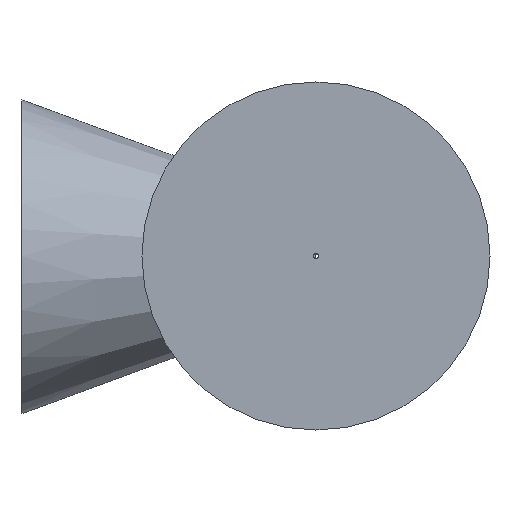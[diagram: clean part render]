
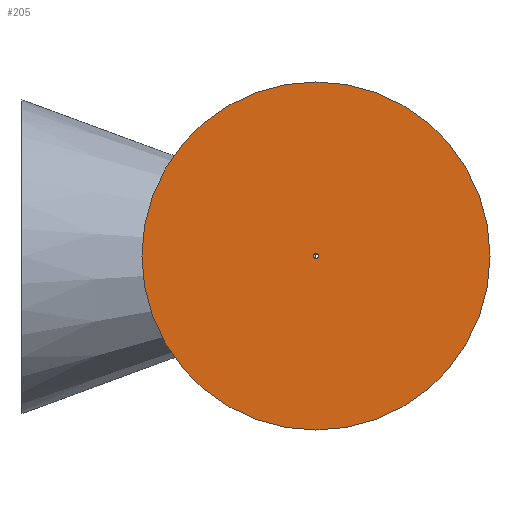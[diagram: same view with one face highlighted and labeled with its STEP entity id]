
A CAD part, top view. The second image highlights one B-rep face of the part: STEP entity #205.
In plain terms, the highlighted face is planar.
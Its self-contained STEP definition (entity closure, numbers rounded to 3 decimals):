
#36 = EDGE_CURVE('',#37,#37,#39,.T.);
#37 = VERTEX_POINT('',#38);
#38 = CARTESIAN_POINT('',(0.52,90.,0.));
#39 = SURFACE_CURVE('',#40,(#45,#57),.PCURVE_S1.);
#40 = CIRCLE('',#41,0.52);
#41 = AXIS2_PLACEMENT_3D('',#42,#43,#44);
#42 = CARTESIAN_POINT('',(0.,90.,0.));
#43 = DIRECTION('',(0.,-1.,0.));
#44 = DIRECTION('',(1.,0.,0.));
#45 = PCURVE('',#46,#51);
#46 = CYLINDRICAL_SURFACE('',#47,0.52);
#47 = AXIS2_PLACEMENT_3D('',#48,#49,#50);
#48 = CARTESIAN_POINT('',(0.,90.,0.));
#49 = DIRECTION('',(-0.,-1.,0.));
#50 = DIRECTION('',(1.,0.,0.));
#51 = DEFINITIONAL_REPRESENTATION('',(#52),#56);
#52 = LINE('',#53,#54);
#53 = CARTESIAN_POINT('',(0.,0.));
#54 = VECTOR('',#55,1.);
#55 = DIRECTION('',(1.,0.));
#56 = ( GEOMETRIC_REPRESENTATION_CONTEXT(2) 
PARAMETRIC_REPRESENTATION_CONTEXT() REPRESENTATION_CONTEXT('2D SPACE',''
  ) );
#57 = PCURVE('',#58,#63);
#58 = PLANE('',#59);
#59 = AXIS2_PLACEMENT_3D('',#60,#61,#62);
#60 = CARTESIAN_POINT('',(0.,90.,0.));
#61 = DIRECTION('',(-0.,-1.,0.));
#62 = DIRECTION('',(1.,0.,0.));
#63 = DEFINITIONAL_REPRESENTATION('',(#64),#68);
#64 = CIRCLE('',#65,0.52);
#65 = AXIS2_PLACEMENT_2D('',#66,#67);
#66 = CARTESIAN_POINT('',(0.,0.));
#67 = DIRECTION('',(1.,-0.));
#68 = ( GEOMETRIC_REPRESENTATION_CONTEXT(2) 
PARAMETRIC_REPRESENTATION_CONTEXT() REPRESENTATION_CONTEXT('2D SPACE',''
  ) );
#144 = CONICAL_SURFACE('',#145,35.52,0.322);
#145 = AXIS2_PLACEMENT_3D('',#146,#147,#148);
#146 = CARTESIAN_POINT('',(0.,90.,0.));
#147 = DIRECTION('',(0.,1.,0.));
#148 = DIRECTION('',(1.,0.,0.));
#159 = EDGE_CURVE('',#160,#160,#162,.T.);
#160 = VERTEX_POINT('',#161);
#161 = CARTESIAN_POINT('',(35.52,90.,0.));
#162 = SURFACE_CURVE('',#163,(#168,#175),.PCURVE_S1.);
#163 = CIRCLE('',#164,35.52);
#164 = AXIS2_PLACEMENT_3D('',#165,#166,#167);
#165 = CARTESIAN_POINT('',(0.,90.,0.));
#166 = DIRECTION('',(0.,-1.,0.));
#167 = DIRECTION('',(1.,0.,0.));
#168 = PCURVE('',#144,#169);
#169 = DEFINITIONAL_REPRESENTATION('',(#170),#174);
#170 = LINE('',#171,#172);
#171 = CARTESIAN_POINT('',(-0.,-0.));
#172 = VECTOR('',#173,1.);
#173 = DIRECTION('',(-1.,-0.));
#174 = ( GEOMETRIC_REPRESENTATION_CONTEXT(2) 
PARAMETRIC_REPRESENTATION_CONTEXT() REPRESENTATION_CONTEXT('2D SPACE',''
  ) );
#175 = PCURVE('',#58,#176);
#176 = DEFINITIONAL_REPRESENTATION('',(#177),#181);
#177 = CIRCLE('',#178,35.52);
#178 = AXIS2_PLACEMENT_2D('',#179,#180);
#179 = CARTESIAN_POINT('',(0.,0.));
#180 = DIRECTION('',(1.,-0.));
#181 = ( GEOMETRIC_REPRESENTATION_CONTEXT(2) 
PARAMETRIC_REPRESENTATION_CONTEXT() REPRESENTATION_CONTEXT('2D SPACE',''
  ) );
#205 = ADVANCED_FACE('',(#206,#209),#58,.F.);
#206 = FACE_BOUND('',#207,.T.);
#207 = EDGE_LOOP('',(#208));
#208 = ORIENTED_EDGE('',*,*,#36,.T.);
#209 = FACE_BOUND('',#210,.T.);
#210 = EDGE_LOOP('',(#211));
#211 = ORIENTED_EDGE('',*,*,#159,.F.);
